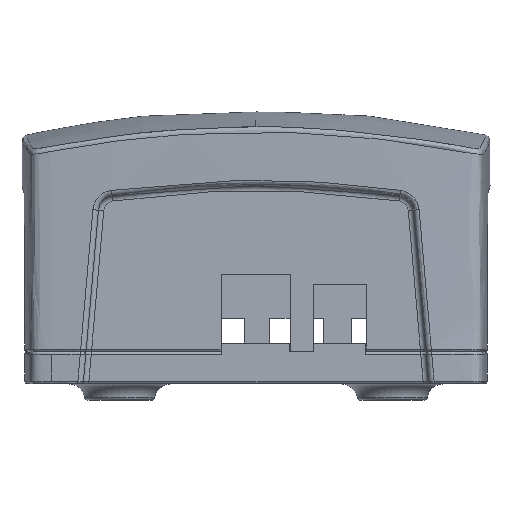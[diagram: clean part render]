
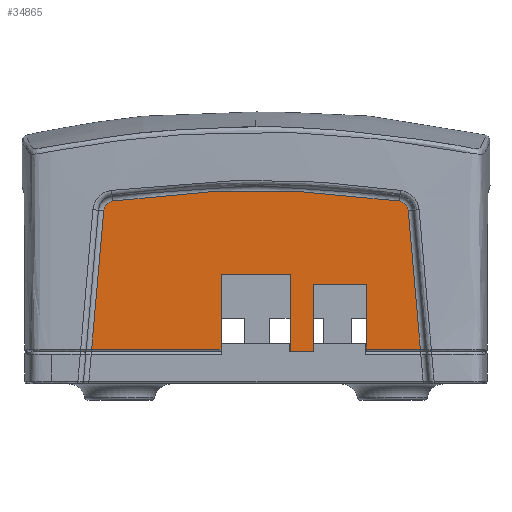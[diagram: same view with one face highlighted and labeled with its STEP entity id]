
A CAD part, left-side view. The second image highlights one B-rep face of the part: STEP entity #34865.
In plain terms, the highlighted planar face has unit normal (-1, 0, 0).
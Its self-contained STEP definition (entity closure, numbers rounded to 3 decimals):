
#25670=CARTESIAN_POINT('',(-4.642,25.005,8.5));
#25671=VERTEX_POINT('',#25670);
#25678=CARTESIAN_POINT('',(-4.642,25.005,22.85));
#25679=VERTEX_POINT('',#25678);
#25680=CARTESIAN_POINT('',(-4.642,25.005,22.85));
#25681=DIRECTION('',(0.,0.,-1.));
#25682=VECTOR('',#25681,14.35);
#25683=LINE('',#25680,#25682);
#25684=EDGE_CURVE('',#25679,#25671,#25683,.T.);
#34740=CARTESIAN_POINT('',(-4.642,20.784,8.5));
#34741=VERTEX_POINT('',#34740);
#34748=CARTESIAN_POINT('',(-4.642,20.784,8.5));
#34749=DIRECTION('',(0.,1.,0.));
#34750=VECTOR('',#34749,4.221);
#34751=LINE('',#34748,#34750);
#34752=EDGE_CURVE('',#34741,#25671,#34751,.T.);
#34759=CARTESIAN_POINT('',(-4.642,0.,-16.6));
#34760=DIRECTION('',(1.,0.,0.));
#34761=DIRECTION('',(0.,1.,0.));
#34762=AXIS2_PLACEMENT_3D('',#34759,#34760,#34761);
#34763=PLANE('',#34762);
#34764=CARTESIAN_POINT('',(-4.642,59.796,34.771));
#34765=VERTEX_POINT('',#34764);
#34766=CARTESIAN_POINT('',(-4.642,62.05,9.));
#34767=VERTEX_POINT('',#34766);
#34768=CARTESIAN_POINT('',(-4.642,59.796,34.771));
#34769=DIRECTION('',(-0.,0.087,-0.996));
#34770=VECTOR('',#34769,25.869);
#34771=LINE('',#34768,#34770);
#34772=EDGE_CURVE('',#34765,#34767,#34771,.T.);
#34773=ORIENTED_EDGE('',*,*,#34772,.T.);
#34774=CARTESIAN_POINT('',(-4.642,37.955,9.));
#34775=VERTEX_POINT('',#34774);
#34776=CARTESIAN_POINT('',(-4.642,62.05,9.));
#34777=DIRECTION('',(-0.,-1.,-0.));
#34778=VECTOR('',#34777,24.096);
#34779=LINE('',#34776,#34778);
#34780=EDGE_CURVE('',#34767,#34775,#34779,.T.);
#34781=ORIENTED_EDGE('',*,*,#34780,.T.);
#34782=CARTESIAN_POINT('',(-4.642,37.955,22.85));
#34783=VERTEX_POINT('',#34782);
#34784=CARTESIAN_POINT('',(-4.642,37.955,9.));
#34785=DIRECTION('',(0.,0.,1.));
#34786=VECTOR('',#34785,13.85);
#34787=LINE('',#34784,#34786);
#34788=EDGE_CURVE('',#34775,#34783,#34787,.T.);
#34789=ORIENTED_EDGE('',*,*,#34788,.T.);
#34790=CARTESIAN_POINT('',(-4.642,37.955,22.85));
#34791=DIRECTION('',(0.,-1.,0.));
#34792=VECTOR('',#34791,12.95);
#34793=LINE('',#34790,#34792);
#34794=EDGE_CURVE('',#34783,#25679,#34793,.T.);
#34795=ORIENTED_EDGE('',*,*,#34794,.T.);
#34796=ORIENTED_EDGE('',*,*,#25684,.T.);
#34797=ORIENTED_EDGE('',*,*,#34752,.F.);
#34798=CARTESIAN_POINT('',(-4.642,20.784,21.1));
#34799=VERTEX_POINT('',#34798);
#34800=CARTESIAN_POINT('',(-4.642,20.784,21.1));
#34801=DIRECTION('',(0.,0.,-1.));
#34802=VECTOR('',#34801,12.6);
#34803=LINE('',#34800,#34802);
#34804=EDGE_CURVE('',#34799,#34741,#34803,.T.);
#34805=ORIENTED_EDGE('',*,*,#34804,.F.);
#34806=CARTESIAN_POINT('',(-4.642,10.894,21.1));
#34807=VERTEX_POINT('',#34806);
#34808=CARTESIAN_POINT('',(-4.642,20.784,21.1));
#34809=DIRECTION('',(0.,-1.,0.));
#34810=VECTOR('',#34809,9.89);
#34811=LINE('',#34808,#34810);
#34812=EDGE_CURVE('',#34799,#34807,#34811,.T.);
#34813=ORIENTED_EDGE('',*,*,#34812,.T.);
#34814=CARTESIAN_POINT('',(-4.642,10.894,9.));
#34815=VERTEX_POINT('',#34814);
#34816=CARTESIAN_POINT('',(-4.642,10.894,9.));
#34817=DIRECTION('',(0.,0.,1.));
#34818=VECTOR('',#34817,12.1);
#34819=LINE('',#34816,#34818);
#34820=EDGE_CURVE('',#34815,#34807,#34819,.T.);
#34821=ORIENTED_EDGE('',*,*,#34820,.F.);
#34822=CARTESIAN_POINT('',(-4.642,0.819,9.));
#34823=VERTEX_POINT('',#34822);
#34824=CARTESIAN_POINT('',(-4.642,10.894,9.));
#34825=DIRECTION('',(-0.,-1.,-0.));
#34826=VECTOR('',#34825,10.075);
#34827=LINE('',#34824,#34826);
#34828=EDGE_CURVE('',#34815,#34823,#34827,.T.);
#34829=ORIENTED_EDGE('',*,*,#34828,.T.);
#34830=CARTESIAN_POINT('',(-4.642,3.074,34.771));
#34831=VERTEX_POINT('',#34830);
#34832=CARTESIAN_POINT('',(-4.642,0.819,9.));
#34833=DIRECTION('',(0.,0.087,0.996));
#34834=VECTOR('',#34833,25.869);
#34835=LINE('',#34832,#34834);
#34836=EDGE_CURVE('',#34823,#34831,#34835,.T.);
#34837=ORIENTED_EDGE('',*,*,#34836,.T.);
#34838=CARTESIAN_POINT('',(-4.642,4.784,36.576));
#34839=VERTEX_POINT('',#34838);
#34840=CARTESIAN_POINT('',(-4.642,5.066,34.596));
#34841=DIRECTION('',(-1.,-0.,-0.));
#34842=DIRECTION('',(0.,0.,-1.));
#34843=AXIS2_PLACEMENT_3D('',#34840,#34841,#34842);
#34844=CIRCLE('',#34843,2.);
#34845=EDGE_CURVE('',#34831,#34839,#34844,.T.);
#34846=ORIENTED_EDGE('',*,*,#34845,.T.);
#34847=CARTESIAN_POINT('',(-4.642,58.085,36.576));
#34848=VERTEX_POINT('',#34847);
#34849=CARTESIAN_POINT('',(-4.642,31.435,-150.535));
#34850=DIRECTION('',(-1.,-0.,-0.));
#34851=DIRECTION('',(0.,0.,-1.));
#34852=AXIS2_PLACEMENT_3D('',#34849,#34850,#34851);
#34853=CIRCLE('',#34852,189.);
#34854=EDGE_CURVE('',#34839,#34848,#34853,.T.);
#34855=ORIENTED_EDGE('',*,*,#34854,.T.);
#34856=CARTESIAN_POINT('',(-4.642,57.803,34.596));
#34857=DIRECTION('',(-1.,-0.,-0.));
#34858=DIRECTION('',(0.,0.,-1.));
#34859=AXIS2_PLACEMENT_3D('',#34856,#34857,#34858);
#34860=CIRCLE('',#34859,2.);
#34861=EDGE_CURVE('',#34848,#34765,#34860,.T.);
#34862=ORIENTED_EDGE('',*,*,#34861,.T.);
#34863=EDGE_LOOP('',(#34773,#34781,#34789,#34795,#34796,#34797,#34805,#34813,#34821,#34829,#34837,#34846,#34855,#34862));
#34864=FACE_BOUND('',#34863,.T.);
#34865=ADVANCED_FACE('',(#34864),#34763,.F.);
